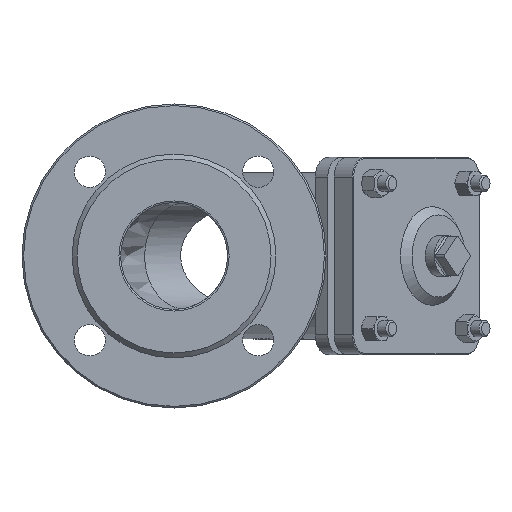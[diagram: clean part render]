
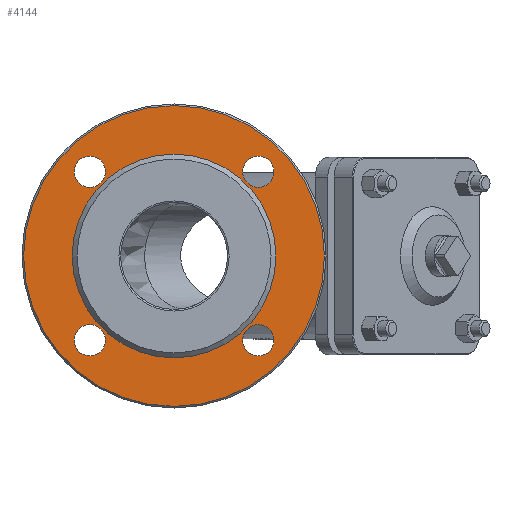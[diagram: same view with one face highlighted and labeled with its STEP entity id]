
A CAD part, left-side view. The second image highlights one B-rep face of the part: STEP entity #4144.
In plain terms, the highlighted planar face has unit normal (-1, 0, 0).
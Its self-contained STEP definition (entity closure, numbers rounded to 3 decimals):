
#144=FACE_BOUND('',#740,.T.);
#145=FACE_BOUND('',#741,.T.);
#146=FACE_BOUND('',#742,.T.);
#147=FACE_BOUND('',#743,.T.);
#148=FACE_BOUND('',#744,.T.);
#221=PLANE('',#4557);
#477=FACE_OUTER_BOUND('',#739,.T.);
#739=EDGE_LOOP('',(#3033));
#740=EDGE_LOOP('',(#3034));
#741=EDGE_LOOP('',(#3035));
#742=EDGE_LOOP('',(#3036));
#743=EDGE_LOOP('',(#3037));
#744=EDGE_LOOP('',(#3038));
#1531=CIRCLE('',#4556,62.);
#1532=CIRCLE('',#4558,91.5);
#1533=CIRCLE('',#4559,9.5);
#1534=CIRCLE('',#4560,9.5);
#1535=CIRCLE('',#4561,9.5);
#1536=CIRCLE('',#4562,9.5);
#1818=VERTEX_POINT('',#7734);
#1819=VERTEX_POINT('',#7738);
#1820=VERTEX_POINT('',#7740);
#1821=VERTEX_POINT('',#7742);
#1822=VERTEX_POINT('',#7744);
#1823=VERTEX_POINT('',#7746);
#2268=EDGE_CURVE('',#1818,#1818,#1531,.T.);
#2270=EDGE_CURVE('',#1819,#1819,#1532,.T.);
#2271=EDGE_CURVE('',#1820,#1820,#1533,.T.);
#2272=EDGE_CURVE('',#1821,#1821,#1534,.T.);
#2273=EDGE_CURVE('',#1822,#1822,#1535,.T.);
#2274=EDGE_CURVE('',#1823,#1823,#1536,.T.);
#3033=ORIENTED_EDGE('',*,*,#2270,.F.);
#3034=ORIENTED_EDGE('',*,*,#2271,.T.);
#3035=ORIENTED_EDGE('',*,*,#2272,.T.);
#3036=ORIENTED_EDGE('',*,*,#2273,.T.);
#3037=ORIENTED_EDGE('',*,*,#2274,.T.);
#3038=ORIENTED_EDGE('',*,*,#2268,.F.);
#4144=ADVANCED_FACE('',(#477,#144,#145,#146,#147,#148),#221,.F.);
#4556=AXIS2_PLACEMENT_3D('',#7735,#5282,#5283);
#4557=AXIS2_PLACEMENT_3D('',#7737,#5285,#5286);
#4558=AXIS2_PLACEMENT_3D('',#7739,#5287,#5288);
#4559=AXIS2_PLACEMENT_3D('',#7741,#5289,#5290);
#4560=AXIS2_PLACEMENT_3D('',#7743,#5291,#5292);
#4561=AXIS2_PLACEMENT_3D('',#7745,#5293,#5294);
#4562=AXIS2_PLACEMENT_3D('',#7747,#5295,#5296);
#5282=DIRECTION('center_axis',(-1.,0.,0.));
#5283=DIRECTION('ref_axis',(0.,0.,1.));
#5285=DIRECTION('center_axis',(1.,0.,0.));
#5286=DIRECTION('ref_axis',(0.,0.,-1.));
#5287=DIRECTION('center_axis',(1.,0.,0.));
#5288=DIRECTION('ref_axis',(0.,1.,0.));
#5289=DIRECTION('center_axis',(1.,0.,0.));
#5290=DIRECTION('ref_axis',(0.,-1.,0.));
#5291=DIRECTION('center_axis',(1.,0.,0.));
#5292=DIRECTION('ref_axis',(0.,-1.,0.));
#5293=DIRECTION('center_axis',(1.,0.,0.));
#5294=DIRECTION('ref_axis',(0.,-1.,0.));
#5295=DIRECTION('center_axis',(1.,0.,0.));
#5296=DIRECTION('ref_axis',(0.,-1.,0.));
#7734=CARTESIAN_POINT('',(-267.,0.,-62.));
#7735=CARTESIAN_POINT('Origin',(-267.,0.,0.));
#7737=CARTESIAN_POINT('Origin',(-267.,0.,0.));
#7738=CARTESIAN_POINT('',(-267.,-91.5,0.));
#7739=CARTESIAN_POINT('Origin',(-267.,0.,0.));
#7740=CARTESIAN_POINT('',(-267.,-41.765,-51.265));
#7741=CARTESIAN_POINT('Origin',(-267.,-51.265,-51.265));
#7742=CARTESIAN_POINT('',(-267.,-41.765,51.265));
#7743=CARTESIAN_POINT('Origin',(-267.,-51.265,51.265));
#7744=CARTESIAN_POINT('',(-267.,60.765,51.265));
#7745=CARTESIAN_POINT('Origin',(-267.,51.265,51.265));
#7746=CARTESIAN_POINT('',(-267.,60.765,-51.265));
#7747=CARTESIAN_POINT('Origin',(-267.,51.265,-51.265));
